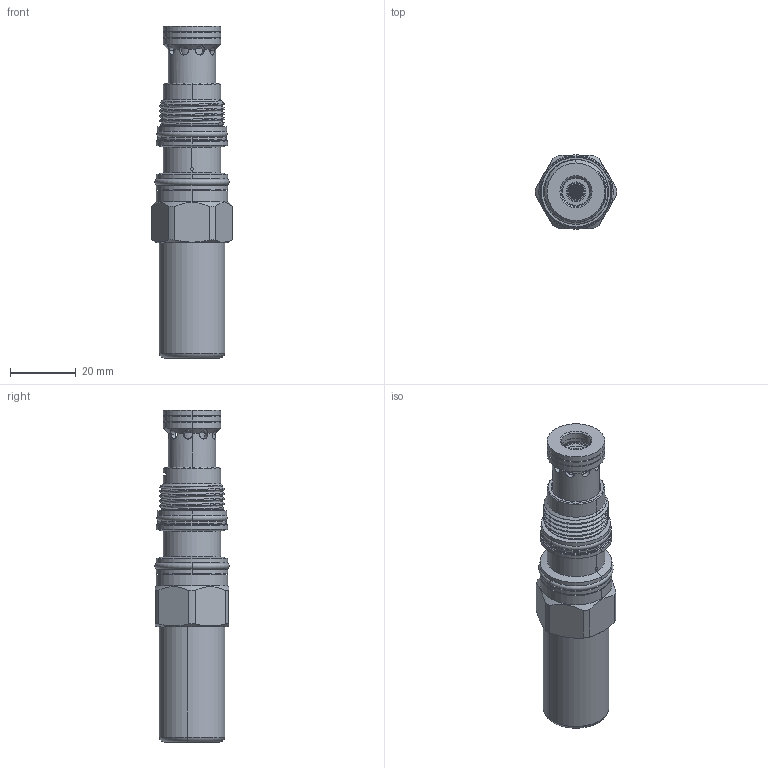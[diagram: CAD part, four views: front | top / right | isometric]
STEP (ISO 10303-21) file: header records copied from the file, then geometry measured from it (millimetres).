
FILE_DESCRIPTION (( 'STEP AP203' ), '1' );
FILE_NAME ('SP11A3G-C.STEP', '2020-03-27T02:25:08', ( '' ), ( '' ), 'SwSTEP 2.0', 'SolidWorks 2018', '' );
FILE_SCHEMA (( 'CONFIG_CONTROL_DESIGN' ));
Products named in the file (1): SP11A3G-C
Bounding box: 24.59 x 22.55 x 100.63 mm (x, y, z)
Volume: 25073.6 mm3; surface area: 14281.6 mm2
Topology: 5 solids, 5 shells, 745 faces, 2103 edges, 1343 vertices
Faces by surface type: cylinder 558, plane 73, cone 67, torus 36, sphere 6, bspline 5
Entity records: 54591 total; most frequent: CARTESIAN_POINT 36187, ORIENTED_EDGE 4202, DIRECTION 3011, EDGE_CURVE 2101, VERTEX_POINT 1343, AXIS2_PLACEMENT_3D 1164, EDGE_LOOP 1142, B_SPLINE_CURVE_WITH_KNOTS 936
